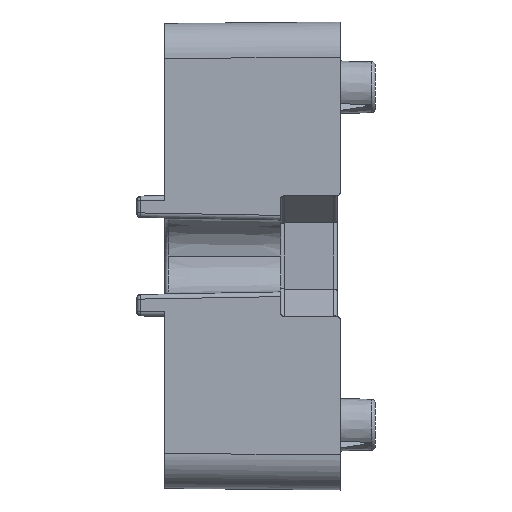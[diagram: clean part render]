
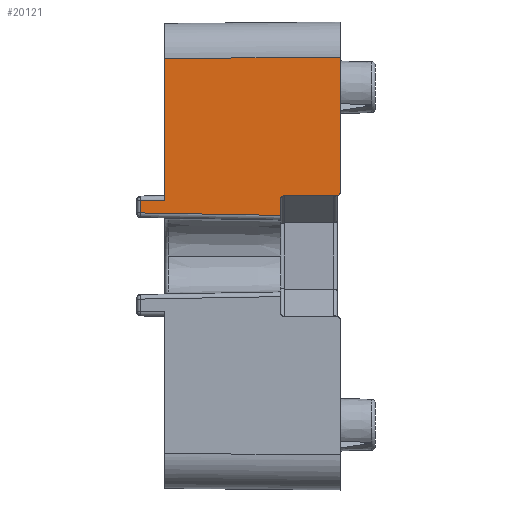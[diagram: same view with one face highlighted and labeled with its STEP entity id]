
A CAD part, left-side view. The second image highlights one B-rep face of the part: STEP entity #20121.
In plain terms, the highlighted planar face has unit normal (-1, 0.009, 0).
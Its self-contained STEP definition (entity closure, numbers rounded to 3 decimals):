
#26 = LINE ( 'NONE', #8332, #12568 ) ;
#79 = LINE ( 'NONE', #4646, #13706 ) ;
#243 = ORIENTED_EDGE ( 'NONE', *, *, #2201, .F. ) ;
#482 = EDGE_CURVE ( 'NONE', #14343, #10865, #79, .T. ) ;
#878 = CARTESIAN_POINT ( 'NONE',  ( -19.983, 4.803, 5.158 ) ) ;
#1653 = DIRECTION ( 'NONE',  ( 0., 0., -1. ) ) ;
#1711 = CARTESIAN_POINT ( 'NONE',  ( -19.876, 17.103, 4.732 ) ) ;
#1934 = EDGE_LOOP ( 'NONE', ( #243, #6329, #10910, #13220, #13434, #4141, #18642, #6824, #7122, #13997 ) ) ;
#2201 = EDGE_CURVE ( 'NONE', #15698, #6137, #26, .T. ) ;
#2297 = VERTEX_POINT ( 'NONE', #5309 ) ;
#2436 = CARTESIAN_POINT ( 'NONE',  ( -20.023, 0.217, 4.879 ) ) ;
#2761 = LINE ( 'NONE', #19748, #15849 ) ;
#2795 =( BOUNDED_CURVE ( )  B_SPLINE_CURVE ( 3, ( #6603, #13452, #15189, #4937 ),
 .UNSPECIFIED., .F., .F. ) 
 B_SPLINE_CURVE_WITH_KNOTS ( ( 4, 4 ),
 ( 3.142, 4.704 ),
 .UNSPECIFIED. ) 
 CURVE ( )  GEOMETRIC_REPRESENTATION_ITEM ( )  RATIONAL_B_SPLINE_CURVE ( ( 1., 0.807, 0.807, 1. ) ) 
 REPRESENTATION_ITEM ( '' )  );
#2826 = DIRECTION ( 'NONE',  ( 0., 0., 1. ) ) ;
#2956 = VECTOR ( 'NONE', #18925, 1000. ) ;
#2970 = CARTESIAN_POINT ( 'NONE',  ( -19.876, 17.103, 3.687 ) ) ;
#3375 = EDGE_CURVE ( 'NONE', #10865, #6047, #15056, .T. ) ;
#4141 = ORIENTED_EDGE ( 'NONE', *, *, #14113, .T. ) ;
#4646 = CARTESIAN_POINT ( 'NONE',  ( -20.023, 0.22, 5.198 ) ) ;
#4937 = CARTESIAN_POINT ( 'NONE',  ( -19.983, 4.803, 5.158 ) ) ;
#5309 = CARTESIAN_POINT ( 'NONE',  ( -19.894, 15., 16.894 ) ) ;
#5815 = VERTEX_POINT ( 'NONE', #8489 ) ;
#6047 = VERTEX_POINT ( 'NONE', #14336 ) ;
#6137 = VERTEX_POINT ( 'NONE', #13486 ) ;
#6182 = CARTESIAN_POINT ( 'NONE',  ( -20.025, 0., 5.398 ) ) ;
#6329 = ORIENTED_EDGE ( 'NONE', *, *, #18681, .T. ) ;
#6441 = LINE ( 'NONE', #19026, #19579 ) ;
#6603 = CARTESIAN_POINT ( 'NONE',  ( -19.98, 5.1, 4.858 ) ) ;
#6698 = VECTOR ( 'NONE', #19575, 1000. ) ;
#6803 = VECTOR ( 'NONE', #21163, 1000. ) ;
#6824 = ORIENTED_EDGE ( 'NONE', *, *, #19918, .T. ) ;
#7122 = ORIENTED_EDGE ( 'NONE', *, *, #18068, .T. ) ;
#7778 = CARTESIAN_POINT ( 'NONE',  ( -20.025, 0., -20.025 ) ) ;
#8332 = CARTESIAN_POINT ( 'NONE',  ( -19.98, 5.1, -20.025 ) ) ;
#8438 = DIRECTION ( 'NONE',  ( -1., 0.009, 0. ) ) ;
#8489 = CARTESIAN_POINT ( 'NONE',  ( -20.025, 0., 17.025 ) ) ;
#8518 = LINE ( 'NONE', #17179, #2956 ) ;
#9535 = CARTESIAN_POINT ( 'NONE',  ( -20.025, 0., 5.282 ) ) ;
#10109 = CARTESIAN_POINT ( 'NONE',  ( -20.025, 0., -20.025 ) ) ;
#10288 = CARTESIAN_POINT ( 'NONE',  ( -19.894, 15., 4.75 ) ) ;
#10858 = CARTESIAN_POINT ( 'NONE',  ( -19.894, 15., -20.025 ) ) ;
#10865 = VERTEX_POINT ( 'NONE', #11386 ) ;
#10910 = ORIENTED_EDGE ( 'NONE', *, *, #482, .T. ) ;
#11240 = VECTOR ( 'NONE', #2826, 1000. ) ;
#11386 = CARTESIAN_POINT ( 'NONE',  ( -20.023, 0.198, 5.198 ) ) ;
#12568 = VECTOR ( 'NONE', #1653, 1000. ) ;
#12881 = VERTEX_POINT ( 'NONE', #1711 ) ;
#13220 = ORIENTED_EDGE ( 'NONE', *, *, #3375, .T. ) ;
#13434 = ORIENTED_EDGE ( 'NONE', *, *, #19967, .T. ) ;
#13452 = CARTESIAN_POINT ( 'NONE',  ( -19.98, 5.1, 5.033 ) ) ;
#13486 = CARTESIAN_POINT ( 'NONE',  ( -19.98, 5.1, 3.477 ) ) ;
#13706 = VECTOR ( 'NONE', #18370, 1000. ) ;
#13997 = ORIENTED_EDGE ( 'NONE', *, *, #15186, .T. ) ;
#14113 = EDGE_CURVE ( 'NONE', #5815, #2297, #6441, .T. ) ;
#14336 = CARTESIAN_POINT ( 'NONE',  ( -20.025, 0., 5.398 ) ) ;
#14343 = VERTEX_POINT ( 'NONE', #878 ) ;
#14708 = CARTESIAN_POINT ( 'NONE',  ( -20.024, 0.082, 5.199 ) ) ;
#14931 = VERTEX_POINT ( 'NONE', #2970 ) ;
#15056 =( BOUNDED_CURVE ( )  B_SPLINE_CURVE ( 3, ( #16444, #14708, #9535, #6182 ),
 .UNSPECIFIED., .F., .F. ) 
 B_SPLINE_CURVE_WITH_KNOTS ( ( 4, 4 ),
 ( 4.721, 6.283 ),
 .UNSPECIFIED. ) 
 CURVE ( )  GEOMETRIC_REPRESENTATION_ITEM ( )  RATIONAL_B_SPLINE_CURVE ( ( 1., 0.807, 0.807, 1. ) ) 
 REPRESENTATION_ITEM ( '' )  );
#15186 = EDGE_CURVE ( 'NONE', #14931, #6137, #8518, .T. ) ;
#15189 = CARTESIAN_POINT ( 'NONE',  ( -19.982, 4.977, 5.157 ) ) ;
#15260 = LINE ( 'NONE', #7778, #11240 ) ;
#15698 = VERTEX_POINT ( 'NONE', #19326 ) ;
#15849 = VECTOR ( 'NONE', #18099, 1000. ) ;
#16444 = CARTESIAN_POINT ( 'NONE',  ( -20.023, 0.198, 5.198 ) ) ;
#17028 = EDGE_CURVE ( 'NONE', #19769, #2297, #19941, .T. ) ;
#17179 = CARTESIAN_POINT ( 'NONE',  ( -20.029, -0.409, 3.381 ) ) ;
#18068 = EDGE_CURVE ( 'NONE', #12881, #14931, #2761, .T. ) ;
#18099 = DIRECTION ( 'NONE',  ( 0., 0., -1. ) ) ;
#18370 = DIRECTION ( 'NONE',  ( -0.009, -1., 0.009 ) ) ;
#18642 = ORIENTED_EDGE ( 'NONE', *, *, #17028, .F. ) ;
#18666 = PLANE ( 'NONE',  #22206 ) ;
#18681 = EDGE_CURVE ( 'NONE', #15698, #14343, #2795, .T. ) ;
#18925 = DIRECTION ( 'NONE',  ( -0.009, -1., -0.017 ) ) ;
#19026 = CARTESIAN_POINT ( 'NONE',  ( -20.022, 0.323, 17.022 ) ) ;
#19326 = CARTESIAN_POINT ( 'NONE',  ( -19.98, 5.1, 4.858 ) ) ;
#19575 = DIRECTION ( 'NONE',  ( 0.009, 1., -0.009 ) ) ;
#19579 = VECTOR ( 'NONE', #20756, 1000. ) ;
#19748 = CARTESIAN_POINT ( 'NONE',  ( -19.876, 17.103, -20.025 ) ) ;
#19769 = VERTEX_POINT ( 'NONE', #10288 ) ;
#19918 = EDGE_CURVE ( 'NONE', #19769, #12881, #20391, .T. ) ;
#19941 = LINE ( 'NONE', #10858, #6803 ) ;
#19967 = EDGE_CURVE ( 'NONE', #6047, #5815, #15260, .T. ) ;
#20121 = ADVANCED_FACE ( 'NONE', ( #21741 ), #18666, .T. ) ;
#20391 = LINE ( 'NONE', #2436, #6698 ) ;
#20488 = DIRECTION ( 'NONE',  ( -0.009, -1., 0. ) ) ;
#20756 = DIRECTION ( 'NONE',  ( 0.009, 1., -0.009 ) ) ;
#21163 = DIRECTION ( 'NONE',  ( 0., 0., 1. ) ) ;
#21741 = FACE_OUTER_BOUND ( 'NONE', #1934, .T. ) ;
#22206 = AXIS2_PLACEMENT_3D ( 'NONE', #10109, #8438, #20488 ) ;
